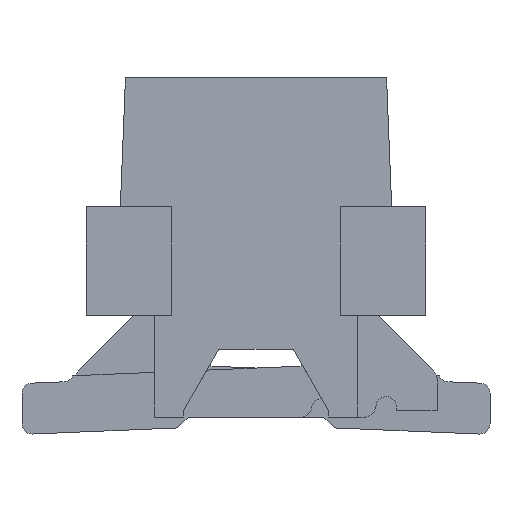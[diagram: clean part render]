
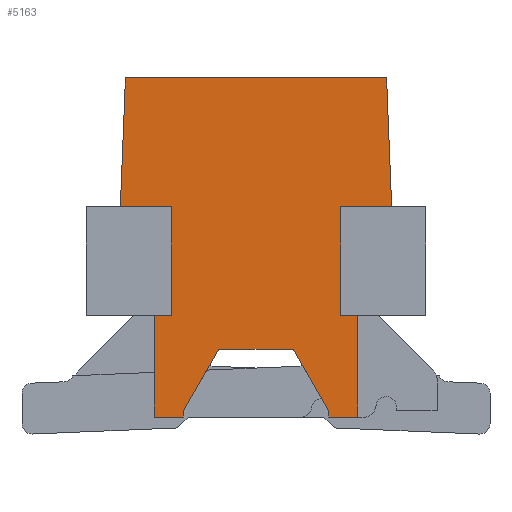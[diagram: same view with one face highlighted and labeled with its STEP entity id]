
A CAD part, left-side view. The second image highlights one B-rep face of the part: STEP entity #5163.
In plain terms, the highlighted planar face has unit normal (-1, 0, 0).
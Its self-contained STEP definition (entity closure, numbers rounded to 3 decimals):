
#148=DIRECTION('',(0.,1.,0.));
#149=VECTOR('',#148,0.75);
#150=CARTESIAN_POINT('',(-4.075,-2.,-1.9));
#151=LINE('',#150,#149);
#192=DIRECTION('',(0.,1.,0.));
#193=VECTOR('',#192,0.75);
#194=CARTESIAN_POINT('',(-4.075,1.25,-1.9));
#195=LINE('',#194,#193);
#221=DIRECTION('',(0.,-0.039,0.999));
#222=VECTOR('',#221,1.901);
#223=CARTESIAN_POINT('',(-4.075,2.,-1.9));
#224=LINE('',#223,#222);
#225=DIRECTION('',(0.,-1.,0.));
#226=VECTOR('',#225,3.85);
#227=CARTESIAN_POINT('',(-4.075,1.925,0.));
#228=LINE('',#227,#226);
#229=DIRECTION('',(0.,-0.039,-0.999));
#230=VECTOR('',#229,1.901);
#231=CARTESIAN_POINT('',(-4.075,-1.925,0.));
#232=LINE('',#231,#230);
#233=DIRECTION('',(0.,0.,-1.));
#234=VECTOR('',#233,1.6);
#235=CARTESIAN_POINT('',(-4.075,-1.25,-1.9));
#236=LINE('',#235,#234);
#237=DIRECTION('',(0.,0.,-1.));
#238=VECTOR('',#237,1.5);
#239=CARTESIAN_POINT('',(-4.075,-1.5,-3.5));
#240=LINE('',#239,#238);
#241=DIRECTION('',(0.,1.,0.));
#242=VECTOR('',#241,0.43);
#243=CARTESIAN_POINT('',(-4.075,-1.5,-5.));
#244=LINE('',#243,#242);
#245=DIRECTION('',(0.,0.,1.));
#246=VECTOR('',#245,0.1);
#247=CARTESIAN_POINT('',(-4.075,-1.07,-5.));
#248=LINE('',#247,#246);
#249=DIRECTION('',(0.,0.5,0.866));
#250=VECTOR('',#249,1.039);
#251=CARTESIAN_POINT('',(-4.075,-1.07,-4.9));
#252=LINE('',#251,#250);
#253=DIRECTION('',(0.,1.,0.));
#254=VECTOR('',#253,1.1);
#255=CARTESIAN_POINT('',(-4.075,-0.55,-4.));
#256=LINE('',#255,#254);
#257=DIRECTION('',(0.,0.5,-0.866));
#258=VECTOR('',#257,1.039);
#259=CARTESIAN_POINT('',(-4.075,0.55,-4.));
#260=LINE('',#259,#258);
#261=DIRECTION('',(0.,0.,-1.));
#262=VECTOR('',#261,0.1);
#263=CARTESIAN_POINT('',(-4.075,1.07,-4.9));
#264=LINE('',#263,#262);
#265=DIRECTION('',(0.,1.,0.));
#266=VECTOR('',#265,0.43);
#267=CARTESIAN_POINT('',(-4.075,1.07,-5.));
#268=LINE('',#267,#266);
#269=DIRECTION('',(0.,0.,1.));
#270=VECTOR('',#269,1.5);
#271=CARTESIAN_POINT('',(-4.075,1.5,-5.));
#272=LINE('',#271,#270);
#811=DIRECTION('',(0.,1.,0.));
#812=VECTOR('',#811,0.25);
#813=CARTESIAN_POINT('',(-4.075,1.25,-3.5));
#814=LINE('',#813,#812);
#827=DIRECTION('',(0.,1.,0.));
#828=VECTOR('',#827,0.25);
#829=CARTESIAN_POINT('',(-4.075,-1.5,-3.5));
#830=LINE('',#829,#828);
#3121=DIRECTION('',(0.,0.,-1.));
#3122=VECTOR('',#3121,1.6);
#3123=CARTESIAN_POINT('',(-4.075,1.25,-1.9));
#3124=LINE('',#3123,#3122);
#3776=CARTESIAN_POINT('',(-4.075,1.925,0.));
#3777=CARTESIAN_POINT('',(-4.075,-1.925,0.));
#3778=VERTEX_POINT('',#3776);
#3779=VERTEX_POINT('',#3777);
#3780=CARTESIAN_POINT('',(-4.075,-1.5,-5.));
#3781=CARTESIAN_POINT('',(-4.075,-1.07,-5.));
#3782=VERTEX_POINT('',#3780);
#3783=VERTEX_POINT('',#3781);
#3784=CARTESIAN_POINT('',(-4.075,-1.07,-4.9));
#3785=CARTESIAN_POINT('',(-4.075,-0.55,-4.));
#3786=VERTEX_POINT('',#3784);
#3787=VERTEX_POINT('',#3785);
#3788=CARTESIAN_POINT('',(-4.075,0.55,-4.));
#3789=VERTEX_POINT('',#3788);
#3790=CARTESIAN_POINT('',(-4.075,1.07,-4.9));
#3791=VERTEX_POINT('',#3790);
#3792=CARTESIAN_POINT('',(-4.075,1.07,-5.));
#3793=CARTESIAN_POINT('',(-4.075,1.5,-5.));
#3794=VERTEX_POINT('',#3792);
#3795=VERTEX_POINT('',#3793);
#3800=CARTESIAN_POINT('',(-4.075,-2.,-1.9));
#3801=VERTEX_POINT('',#3800);
#3802=CARTESIAN_POINT('',(-4.075,-1.5,-3.5));
#3803=VERTEX_POINT('',#3802);
#3804=CARTESIAN_POINT('',(-4.075,1.5,-3.5));
#3805=VERTEX_POINT('',#3804);
#3809=CARTESIAN_POINT('',(-4.075,-1.25,-1.9));
#3811=VERTEX_POINT('',#3809);
#3813=CARTESIAN_POINT('',(-4.075,1.25,-1.9));
#3815=VERTEX_POINT('',#3813);
#3817=CARTESIAN_POINT('',(-4.075,-1.25,-3.5));
#3819=VERTEX_POINT('',#3817);
#3821=CARTESIAN_POINT('',(-4.075,1.25,-3.5));
#3823=VERTEX_POINT('',#3821);
#4704=CARTESIAN_POINT('',(-4.075,2.,-1.9));
#4705=VERTEX_POINT('',#4704);
#5123=CARTESIAN_POINT('',(-4.075,0.,0.));
#5124=DIRECTION('',(1.,0.,0.));
#5125=DIRECTION('',(0.,1.,0.));
#5126=AXIS2_PLACEMENT_3D('',#5123,#5124,#5125);
#5127=PLANE('',#5126);
#5128=ORIENTED_EDGE('',*,*,#5094,.T.);
#5130=ORIENTED_EDGE('',*,*,#5129,.T.);
#5132=ORIENTED_EDGE('',*,*,#5131,.T.);
#5133=ORIENTED_EDGE('',*,*,#5015,.T.);
#5135=ORIENTED_EDGE('',*,*,#5134,.T.);
#5137=ORIENTED_EDGE('',*,*,#5136,.F.);
#5139=ORIENTED_EDGE('',*,*,#5138,.T.);
#5141=ORIENTED_EDGE('',*,*,#5140,.T.);
#5143=ORIENTED_EDGE('',*,*,#5142,.T.);
#5145=ORIENTED_EDGE('',*,*,#5144,.T.);
#5147=ORIENTED_EDGE('',*,*,#5146,.T.);
#5149=ORIENTED_EDGE('',*,*,#5148,.T.);
#5151=ORIENTED_EDGE('',*,*,#5150,.T.);
#5153=ORIENTED_EDGE('',*,*,#5152,.T.);
#5155=ORIENTED_EDGE('',*,*,#5154,.T.);
#5157=ORIENTED_EDGE('',*,*,#5156,.F.);
#5159=ORIENTED_EDGE('',*,*,#5158,.F.);
#5160=ORIENTED_EDGE('',*,*,#5061,.T.);
#5161=EDGE_LOOP('',(#5128,#5130,#5132,#5133,#5135,#5137,#5139,#5141,#5143,#5145,
#5147,#5149,#5151,#5153,#5155,#5157,#5159,#5160));
#5162=FACE_OUTER_BOUND('',#5161,.F.);
#5163=ADVANCED_FACE('',(#5162),#5127,.F.);
#5015=EDGE_CURVE('',#3801,#3811,#151,.T.);
#5061=EDGE_CURVE('',#3815,#4705,#195,.T.);
#5094=EDGE_CURVE('',#4705,#3778,#224,.T.);
#5129=EDGE_CURVE('',#3778,#3779,#228,.T.);
#5131=EDGE_CURVE('',#3779,#3801,#232,.T.);
#5134=EDGE_CURVE('',#3811,#3819,#236,.T.);
#5136=EDGE_CURVE('',#3803,#3819,#830,.T.);
#5138=EDGE_CURVE('',#3803,#3782,#240,.T.);
#5140=EDGE_CURVE('',#3782,#3783,#244,.T.);
#5142=EDGE_CURVE('',#3783,#3786,#248,.T.);
#5144=EDGE_CURVE('',#3786,#3787,#252,.T.);
#5146=EDGE_CURVE('',#3787,#3789,#256,.T.);
#5148=EDGE_CURVE('',#3789,#3791,#260,.T.);
#5150=EDGE_CURVE('',#3791,#3794,#264,.T.);
#5152=EDGE_CURVE('',#3794,#3795,#268,.T.);
#5154=EDGE_CURVE('',#3795,#3805,#272,.T.);
#5156=EDGE_CURVE('',#3823,#3805,#814,.T.);
#5158=EDGE_CURVE('',#3815,#3823,#3124,.T.);
